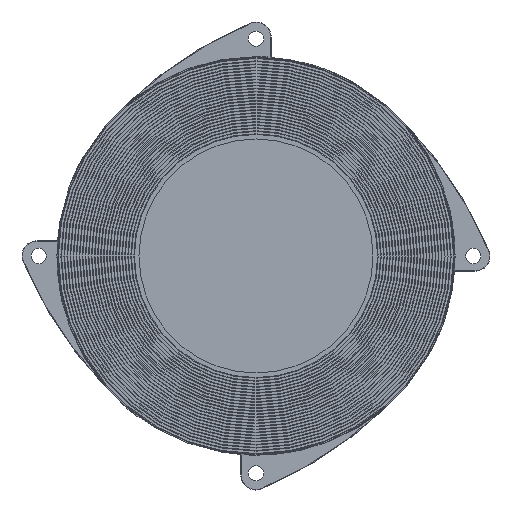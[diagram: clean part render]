
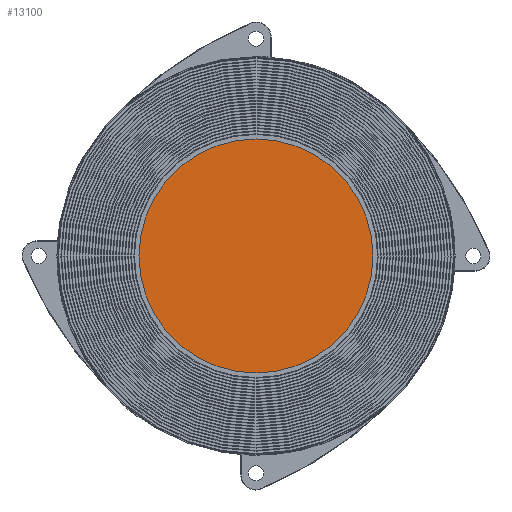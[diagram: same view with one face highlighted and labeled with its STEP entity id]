
A CAD part, front view. The second image highlights one B-rep face of the part: STEP entity #13100.
In plain terms, the highlighted planar face has unit normal (0, -1, 0).
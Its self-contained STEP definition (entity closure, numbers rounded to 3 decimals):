
#198 = EDGE_CURVE ( 'NONE', #7646, #6044, #995, .T. ) ;
#965 = FACE_OUTER_BOUND ( 'NONE', #10498, .T. ) ;
#995 = CIRCLE ( 'NONE', #12518, 38.5 ) ;
#2193 = CARTESIAN_POINT ( 'NONE',  ( 0., 9.3, 0. ) ) ;
#2980 = CARTESIAN_POINT ( 'NONE',  ( 0., 9.3, 0. ) ) ;
#3280 = CARTESIAN_POINT ( 'NONE',  ( 0., 9.3, 0. ) ) ;
#3376 = CARTESIAN_POINT ( 'NONE',  ( 0., 9.3, -38.5 ) ) ;
#4227 = DIRECTION ( 'NONE',  ( 0., 1., 0. ) ) ;
#4628 = ORIENTED_EDGE ( 'NONE', *, *, #11038, .T. ) ;
#5254 = AXIS2_PLACEMENT_3D ( 'NONE', #2980, #7978, #7118 ) ;
#5903 = CARTESIAN_POINT ( 'NONE',  ( 0., 9.3, 38.5 ) ) ;
#6044 = VERTEX_POINT ( 'NONE', #5903 ) ;
#6131 = CIRCLE ( 'NONE', #5254, 38.5 ) ;
#6535 = DIRECTION ( 'NONE',  ( 0., -1., 0. ) ) ;
#7118 = DIRECTION ( 'NONE',  ( 0., 0., -1. ) ) ;
#7646 = VERTEX_POINT ( 'NONE', #3376 ) ;
#7978 = DIRECTION ( 'NONE',  ( 0., -1., 0. ) ) ;
#8498 = ORIENTED_EDGE ( 'NONE', *, *, #198, .T. ) ;
#9199 = DIRECTION ( 'NONE',  ( 1., 0., 0. ) ) ;
#9390 = PLANE ( 'NONE',  #11205 ) ;
#9595 = DIRECTION ( 'NONE',  ( 0., 0., -1. ) ) ;
#10498 = EDGE_LOOP ( 'NONE', ( #8498, #4628 ) ) ;
#11038 = EDGE_CURVE ( 'NONE', #6044, #7646, #6131, .T. ) ;
#11205 = AXIS2_PLACEMENT_3D ( 'NONE', #2193, #4227, #9199 ) ;
#12518 = AXIS2_PLACEMENT_3D ( 'NONE', #3280, #6535, #9595 ) ;
#13100 = ADVANCED_FACE ( 'NONE', ( #965 ), #9390, .F. ) ;
